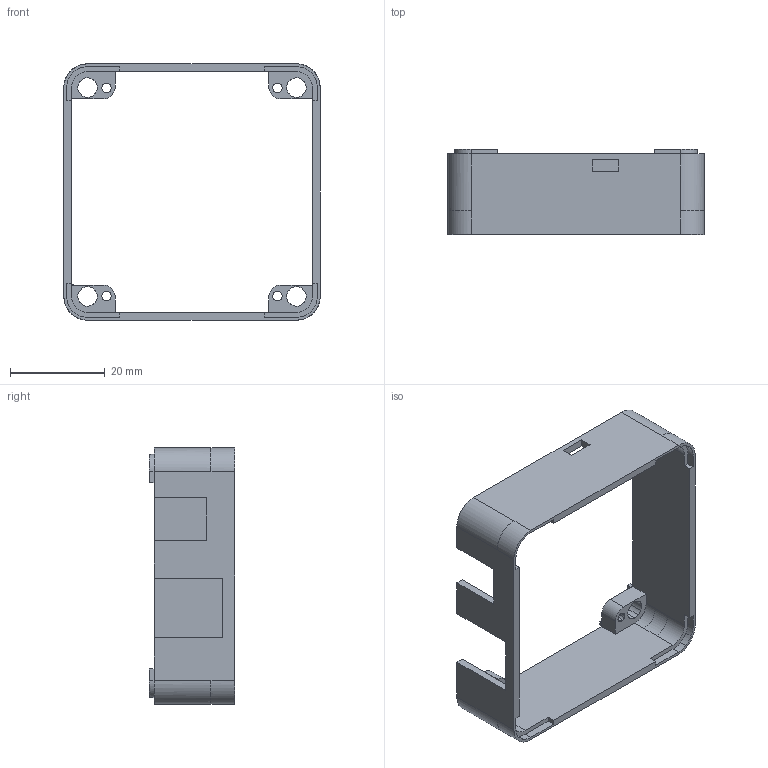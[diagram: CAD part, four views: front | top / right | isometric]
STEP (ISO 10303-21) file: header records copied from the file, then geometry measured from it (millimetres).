
FILE_DESCRIPTION(/* description */ (''),/* implementation_level */ '2;1');
FILE_NAME(/* name */ 'Hackfon_spacer_0.7mm v2.step',/* time_stamp */ '2020-03-08T19:35:14+09:00',/* author */ (''),/* organization */ (''),/* preprocessor_version */ 'ST-DEVELOPER v18',/* originating_system */ 'Autodesk Translation Framework v8.12.0.6',/* authorisation */ '');
FILE_SCHEMA (('AUTOMOTIVE_DESIGN { 1 0 10303 214 3 1 1 }'));
Length unit declared in the file: millimetre
Products named in the file (1): Hackfon_spacer_0.7mm
Bounding box: 54 x 18 x 54 mm (x, y, z)
Volume: 5502.7 mm3; surface area: 7758 mm2
Topology: 1 solids, 1 shells, 238 faces, 700 edges, 466 vertices
Faces by surface type: bspline 136, plane 94, cylinder 8
Entity records: 10352 total; most frequent: CARTESIAN_POINT 4841, ORIENTED_EDGE 1400, EDGE_CURVE 700, DIRECTION 662, VERTEX_POINT 466, LINE 424, VECTOR 424, B_SPLINE_CURVE_WITH_KNOTS 260
